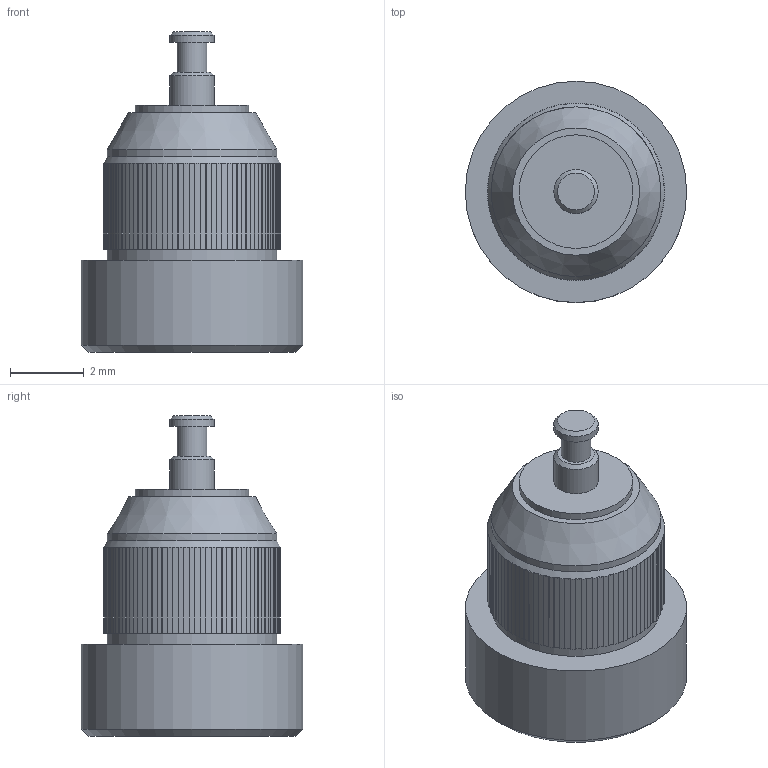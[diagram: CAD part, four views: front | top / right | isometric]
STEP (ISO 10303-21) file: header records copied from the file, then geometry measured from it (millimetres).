
FILE_DESCRIPTION(/* description */ ('Unknown'),/* implementation_level */ '2;1');
FILE_NAME(/* name */ '60612702111513',/* time_stamp */ '2019-03-11T15:49:21+01:00',/* author */ ('Unknown'),/* organization */ ('Unknown'),/* preprocessor_version */ 'ST-DEVELOPER v16.7',/* originating_system */ 'DEX',/* authorisation */ $);
FILE_SCHEMA (('AUTOMOTIVE_DESIGN {1 0 10303 214 3 1 1}'));
Length unit declared in the file: millimetre
Products named in the file (1): 60612702111513
Bounding box: 6 x 6 x 8.7 mm (x, y, z)
Volume: 106.9 mm3; surface area: 240.2 mm2
Topology: 1 solids, 1 shells, 287 faces, 726 edges, 451 vertices
Faces by surface type: plane 216, cylinder 63, cone 8
Full cylindrical faces by diameter (mm): 0.8 x1, 0.96 x1, 1.2 x2, 1.89 x1, 2 x1, 3.08 x1, 3.45 x1, 4.6 x2, 6 x1
Entity records: 10371 total; most frequent: DIRECTION 1464, CARTESIAN_POINT 1442, ORIENTED_EDGE 1400, EDGE_CURVE 700, LINE 504, VECTOR 504, AXIS2_PLACEMENT_3D 480, VERTEX_POINT 442
